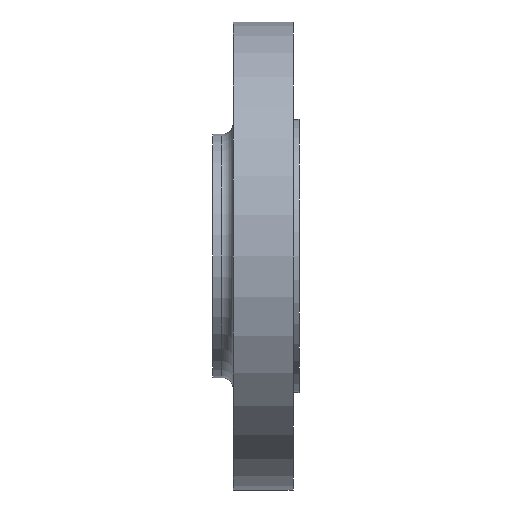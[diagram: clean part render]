
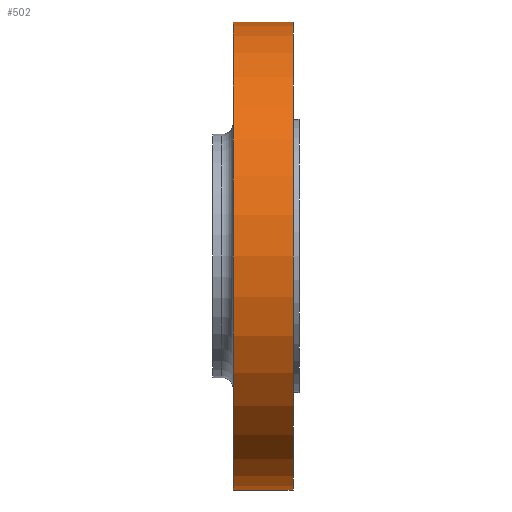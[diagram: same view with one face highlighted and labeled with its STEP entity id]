
A CAD part, front view. The second image highlights one B-rep face of the part: STEP entity #502.
In plain terms, the highlighted cylindrical face has radius 62.5 mm (diameter 125 mm), a partial arc.
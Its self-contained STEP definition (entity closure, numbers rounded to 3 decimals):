
#2 = AXIS2_PLACEMENT_3D ( 'NONE', #185, #482, #698 ) ;
#15 = CARTESIAN_POINT ( 'NONE',  ( 0., 0., 62.5 ) ) ;
#58 = ORIENTED_EDGE ( 'NONE', *, *, #372, .F. ) ;
#70 = AXIS2_PLACEMENT_3D ( 'NONE', #307, #745, #557 ) ;
#75 = CARTESIAN_POINT ( 'NONE',  ( 0., 0., 0. ) ) ;
#81 = EDGE_CURVE ( 'NONE', #393, #516, #843, .T. ) ;
#152 = FACE_OUTER_BOUND ( 'NONE', #382, .T. ) ;
#161 = DIRECTION ( 'NONE',  ( 0., 0., -1. ) ) ;
#166 = CARTESIAN_POINT ( 'NONE',  ( -16., 0., -62.5 ) ) ;
#170 = AXIS2_PLACEMENT_3D ( 'NONE', #75, #964, #161 ) ;
#182 = VECTOR ( 'NONE', #239, 1000. ) ;
#185 = CARTESIAN_POINT ( 'NONE',  ( -16., 0., 0. ) ) ;
#239 = DIRECTION ( 'NONE',  ( 1., 0., 0. ) ) ;
#307 = CARTESIAN_POINT ( 'NONE',  ( -16., 0., 0. ) ) ;
#315 = DIRECTION ( 'NONE',  ( 1., 0., 0. ) ) ;
#320 = LINE ( 'NONE', #531, #934 ) ;
#352 = EDGE_CURVE ( 'NONE', #516, #859, #320, .T. ) ;
#372 = EDGE_CURVE ( 'NONE', #393, #896, #613, .T. ) ;
#382 = EDGE_LOOP ( 'NONE', ( #58, #396, #581, #966 ) ) ;
#393 = VERTEX_POINT ( 'NONE', #815 ) ;
#396 = ORIENTED_EDGE ( 'NONE', *, *, #81, .T. ) ;
#482 = DIRECTION ( 'NONE',  ( 1., 0., 0. ) ) ;
#502 = ADVANCED_FACE ( 'NONE', ( #152 ), #676, .T. ) ;
#516 = VERTEX_POINT ( 'NONE', #166 ) ;
#531 = CARTESIAN_POINT ( 'NONE',  ( -16., 0., -62.5 ) ) ;
#557 = DIRECTION ( 'NONE',  ( 0., 0., -1. ) ) ;
#581 = ORIENTED_EDGE ( 'NONE', *, *, #352, .T. ) ;
#613 = LINE ( 'NONE', #902, #182 ) ;
#676 = CYLINDRICAL_SURFACE ( 'NONE', #70, 62.5 ) ;
#687 = EDGE_CURVE ( 'NONE', #896, #859, #751, .T. ) ;
#698 = DIRECTION ( 'NONE',  ( 0., 0., -1. ) ) ;
#745 = DIRECTION ( 'NONE',  ( 1., 0., 0. ) ) ;
#751 = CIRCLE ( 'NONE', #170, 62.5 ) ;
#815 = CARTESIAN_POINT ( 'NONE',  ( -16., 0., 62.5 ) ) ;
#843 = CIRCLE ( 'NONE', #2, 62.5 ) ;
#859 = VERTEX_POINT ( 'NONE', #919 ) ;
#896 = VERTEX_POINT ( 'NONE', #15 ) ;
#902 = CARTESIAN_POINT ( 'NONE',  ( -16., 0., 62.5 ) ) ;
#919 = CARTESIAN_POINT ( 'NONE',  ( 0., 0., -62.5 ) ) ;
#934 = VECTOR ( 'NONE', #315, 1000. ) ;
#964 = DIRECTION ( 'NONE',  ( 1., 0., 0. ) ) ;
#966 = ORIENTED_EDGE ( 'NONE', *, *, #687, .F. ) ;
